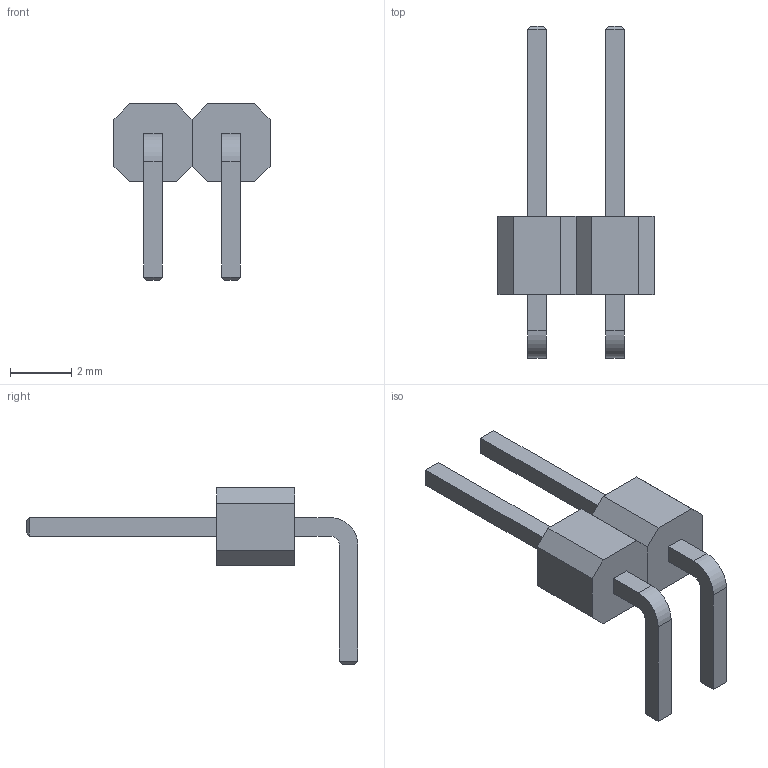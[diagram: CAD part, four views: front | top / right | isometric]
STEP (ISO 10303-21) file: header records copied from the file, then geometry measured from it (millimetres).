
FILE_DESCRIPTION (( 'STEP AP214' ), '1' );
FILE_NAME ('PLS-2R DS1022-1x2RDF11.STEP', '2019-11-21T15:33:18', ( 'Elessar' ), ( '' ), 'SwSTEP 2.0', 'SolidWorks 2018', '' );
FILE_SCHEMA (( 'AUTOMOTIVE_DESIGN' ));
Length unit declared in the file: millimetre
Products named in the file (1): PLS-2R DS1022-1x2RDF11
Bounding box: 5.08 x 10.8 x 5.74 mm (x, y, z)
Volume: 39 mm3; surface area: 127.3 mm2
Topology: 2 solids, 2 shells, 64 faces, 152 edges, 96 vertices
Faces by surface type: plane 60, cylinder 4
Entity records: 2433 total; most frequent: CARTESIAN_POINT 313, ORIENTED_EDGE 304, DIRECTION 290, EDGE_CURVE 152, VECTOR 144, LINE 144, VERTEX_POINT 96, AXIS2_PLACEMENT_3D 73
